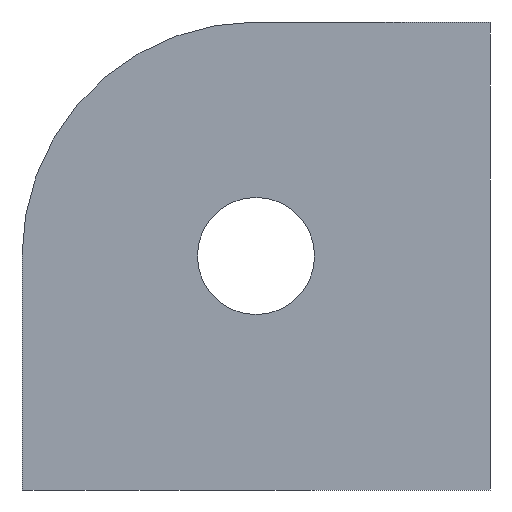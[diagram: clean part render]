
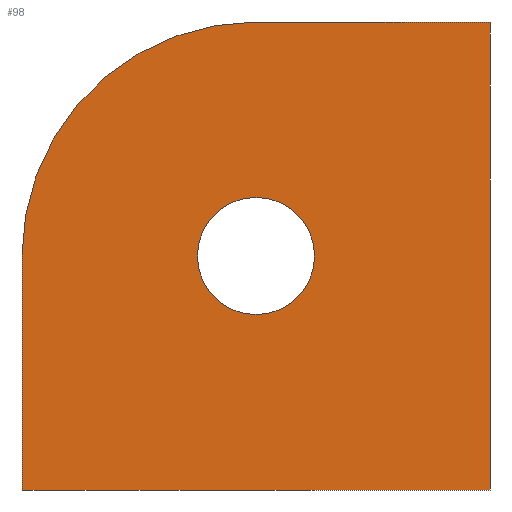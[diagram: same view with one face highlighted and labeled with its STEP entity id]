
A CAD part, front view. The second image highlights one B-rep face of the part: STEP entity #98.
In plain terms, the highlighted planar face has unit normal (0, -1, 0).
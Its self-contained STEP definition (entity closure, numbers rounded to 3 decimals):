
#98=ADVANCED_FACE('',(#231,#233),#235,.T.);
#231=FACE_BOUND('',#232,.T.);
#232=EDGE_LOOP('',(#337,#338,#339,#340,#341));
#233=FACE_BOUND('',#234,.T.);
#234=EDGE_LOOP('',(#342));
#235=PLANE('',#236);
#236=AXIS2_PLACEMENT_3D('',#237,#238,#239);
#237=CARTESIAN_POINT('',(-10.,-10.,0.));
#238=DIRECTION('',(0.,-1.,0.));
#239=DIRECTION('',(1.,0.,0.));
#337=ORIENTED_EDGE('',*,*,#403,.F.);
#338=ORIENTED_EDGE('',*,*,#404,.F.);
#339=ORIENTED_EDGE('',*,*,#386,.T.);
#340=ORIENTED_EDGE('',*,*,#401,.T.);
#341=ORIENTED_EDGE('',*,*,#405,.F.);
#342=ORIENTED_EDGE('',*,*,#406,.T.);
#386=EDGE_CURVE('',#426,#424,#427,.T.);
#401=EDGE_CURVE('',#424,#451,#453,.T.);
#403=EDGE_CURVE('',#456,#457,#458,.F.);
#404=EDGE_CURVE('',#426,#456,#459,.T.);
#405=EDGE_CURVE('',#457,#451,#460,.T.);
#406=EDGE_CURVE('',#461,#461,#462,.T.);
#424=VERTEX_POINT('',#491);
#426=VERTEX_POINT('',#495);
#427=LINE('',#496,#497);
#451=VERTEX_POINT('',#552);
#453=LINE('',#556,#557);
#456=VERTEX_POINT('',#564);
#457=VERTEX_POINT('',#565);
#458=CIRCLE('',#566,10.);
#459=LINE('',#570,#571);
#460=LINE('',#573,#574);
#461=VERTEX_POINT('',#576);
#462=CIRCLE('',#577,2.5);
#491=CARTESIAN_POINT('',(10.,-10.,0.));
#495=CARTESIAN_POINT('',(-10.,-10.,0.));
#496=CARTESIAN_POINT('',(-10.,-10.,0.));
#497=VECTOR('',#498,1.);
#498=DIRECTION('',(1.,0.,0.));
#552=CARTESIAN_POINT('',(10.,-10.,20.));
#556=CARTESIAN_POINT('',(10.,-10.,0.));
#557=VECTOR('',#558,1.);
#558=DIRECTION('',(0.,0.,1.));
#564=CARTESIAN_POINT('',(-10.,-10.,10.));
#565=CARTESIAN_POINT('',(0.,-10.,20.));
#566=AXIS2_PLACEMENT_3D('',#567,#568,#569);
#567=CARTESIAN_POINT('',(0.,-10.,10.));
#568=DIRECTION('',(0.,-1.,0.));
#569=DIRECTION('',(0.,0.,1.));
#570=CARTESIAN_POINT('',(-10.,-10.,0.));
#571=VECTOR('',#572,1.);
#572=DIRECTION('',(0.,0.,1.));
#573=CARTESIAN_POINT('',(0.,-10.,20.));
#574=VECTOR('',#575,1.);
#575=DIRECTION('',(1.,0.,0.));
#576=CARTESIAN_POINT('',(-2.5,-10.,10.));
#577=AXIS2_PLACEMENT_3D('',#578,#579,#580);
#578=CARTESIAN_POINT('',(0.,-10.,10.));
#579=DIRECTION('',(0.,1.,0.));
#580=DIRECTION('',(-1.,0.,0.));
